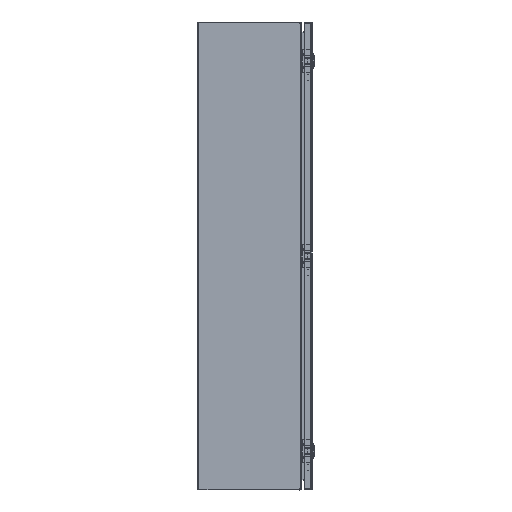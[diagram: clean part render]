
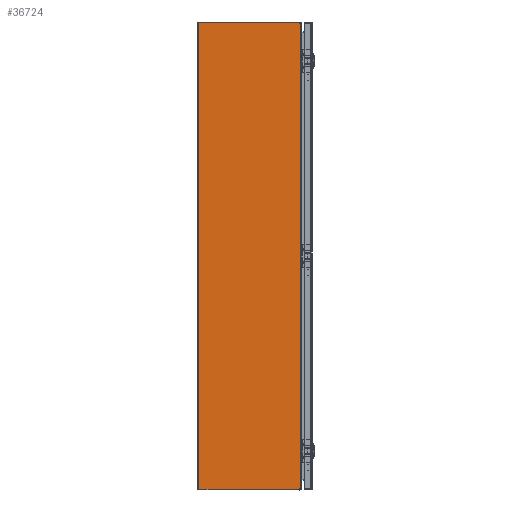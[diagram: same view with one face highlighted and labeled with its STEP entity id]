
A CAD part, left-side view. The second image highlights one B-rep face of the part: STEP entity #36724.
In plain terms, the highlighted planar face has unit normal (-1, 0, 0).
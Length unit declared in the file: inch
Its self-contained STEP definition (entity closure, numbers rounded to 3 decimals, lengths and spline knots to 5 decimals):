
#1463 = VERTEX_POINT ( 'NONE', #23848 ) ;
#2971 = VERTEX_POINT ( 'NONE', #34326 ) ;
#3137 = LINE ( 'NONE', #14917, #12408 ) ;
#3285 = ORIENTED_EDGE ( 'NONE', *, *, #38677, .F. ) ;
#5431 = VECTOR ( 'NONE', #24466, 39.37008 ) ;
#6903 = PLANE ( 'NONE',  #24627 ) ;
#7101 = FACE_OUTER_BOUND ( 'NONE', #23578, .T. ) ;
#7402 = EDGE_CURVE ( 'NONE', #10643, #11718, #30473, .T. ) ;
#8408 = VERTEX_POINT ( 'NONE', #26290 ) ;
#8675 = ORIENTED_EDGE ( 'NONE', *, *, #30590, .F. ) ;
#10643 = VERTEX_POINT ( 'NONE', #17500 ) ;
#10656 = CARTESIAN_POINT ( 'NONE',  ( -18., -7.79519, 17.92789 ) ) ;
#11359 = CIRCLE ( 'NONE', #39207, 0.312 ) ;
#11718 = VERTEX_POINT ( 'NONE', #36138 ) ;
#12380 = DIRECTION ( 'NONE',  ( 0., -1., 0. ) ) ;
#12408 = VECTOR ( 'NONE', #30135, 39.37008 ) ;
#14917 = CARTESIAN_POINT ( 'NONE',  ( -18., -0.108, -17.892 ) ) ;
#15847 = LINE ( 'NONE', #36909, #29893 ) ;
#17359 = EDGE_CURVE ( 'NONE', #2971, #35246, #15847, .T. ) ;
#17500 = CARTESIAN_POINT ( 'NONE',  ( -18., -0.108, -17.92789 ) ) ;
#17670 = CARTESIAN_POINT ( 'NONE',  ( -18., -7.79519, -17.61589 ) ) ;
#19791 = EDGE_CURVE ( 'NONE', #8408, #1463, #27517, .T. ) ;
#19834 = CIRCLE ( 'NONE', #25003, 0.312 ) ;
#23578 = EDGE_LOOP ( 'NONE', ( #31058, #26876, #3285, #29943, #8675, #37341 ) ) ;
#23848 = CARTESIAN_POINT ( 'NONE',  ( -18., -7.892, -17.91249 ) ) ;
#24466 = DIRECTION ( 'NONE',  ( 0., 0., -1. ) ) ;
#24627 = AXIS2_PLACEMENT_3D ( 'NONE', #34480, #34673, #31023 ) ;
#24667 = CARTESIAN_POINT ( 'NONE',  ( -18., -7.892, 125.298 ) ) ;
#25003 = AXIS2_PLACEMENT_3D ( 'NONE', #32818, #26941, #29395 ) ;
#26290 = CARTESIAN_POINT ( 'NONE',  ( -18., -7.892, 17.91249 ) ) ;
#26380 = DIRECTION ( 'NONE',  ( 1., 0., 0. ) ) ;
#26876 = ORIENTED_EDGE ( 'NONE', *, *, #17359, .F. ) ;
#26941 = DIRECTION ( 'NONE',  ( 1., 0., 0. ) ) ;
#27517 = LINE ( 'NONE', #24667, #5431 ) ;
#29395 = DIRECTION ( 'NONE',  ( 0., 1., 0. ) ) ;
#29633 = DIRECTION ( 'NONE',  ( 0., 1., 0. ) ) ;
#29893 = VECTOR ( 'NONE', #12380, 39.37008 ) ;
#29943 = ORIENTED_EDGE ( 'NONE', *, *, #7402, .T. ) ;
#30135 = DIRECTION ( 'NONE',  ( 0., 0., 1. ) ) ;
#30473 = LINE ( 'NONE', #36936, #31574 ) ;
#30590 = EDGE_CURVE ( 'NONE', #1463, #11718, #11359, .T. ) ;
#31023 = DIRECTION ( 'NONE',  ( 0., 1., 0. ) ) ;
#31058 = ORIENTED_EDGE ( 'NONE', *, *, #31925, .F. ) ;
#31574 = VECTOR ( 'NONE', #34312, 39.37008 ) ;
#31925 = EDGE_CURVE ( 'NONE', #35246, #8408, #19834, .T. ) ;
#32818 = CARTESIAN_POINT ( 'NONE',  ( -18., -7.79519, 17.61589 ) ) ;
#34312 = DIRECTION ( 'NONE',  ( 0., -1., 0. ) ) ;
#34326 = CARTESIAN_POINT ( 'NONE',  ( -18., -0.108, 17.92789 ) ) ;
#34480 = CARTESIAN_POINT ( 'NONE',  ( -18., -0.072, 125.298 ) ) ;
#34673 = DIRECTION ( 'NONE',  ( 1., 0., 0. ) ) ;
#35246 = VERTEX_POINT ( 'NONE', #10656 ) ;
#36138 = CARTESIAN_POINT ( 'NONE',  ( -18., -7.79519, -17.92789 ) ) ;
#36724 = ADVANCED_FACE ( 'NONE', ( #7101 ), #6903, .F. ) ;
#36909 = CARTESIAN_POINT ( 'NONE',  ( -18., -0.108, 17.92789 ) ) ;
#36936 = CARTESIAN_POINT ( 'NONE',  ( -18., -0.108, -17.92789 ) ) ;
#37341 = ORIENTED_EDGE ( 'NONE', *, *, #19791, .F. ) ;
#38677 = EDGE_CURVE ( 'NONE', #10643, #2971, #3137, .T. ) ;
#39207 = AXIS2_PLACEMENT_3D ( 'NONE', #17670, #26380, #29633 ) ;
